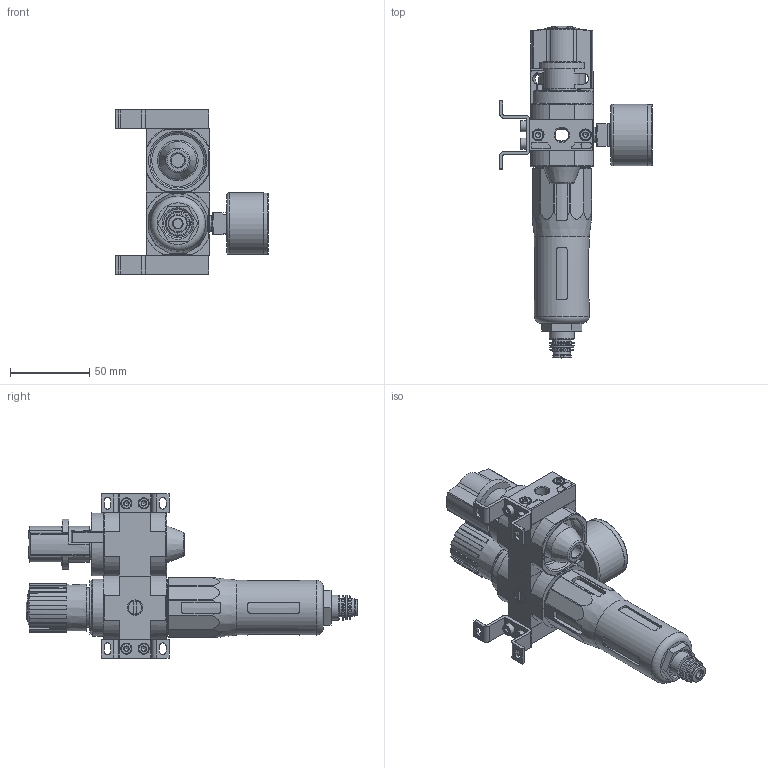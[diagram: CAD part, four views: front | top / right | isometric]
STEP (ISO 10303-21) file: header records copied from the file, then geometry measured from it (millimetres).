
FILE_DESCRIPTION(/* description */ ('STEP AP214'),/* implementation_level */ '2;1');
FILE_NAME(/* name */ '185732_LFR-1_8-D-MINI-KC-A',/* time_stamp */ '2024-09-03T20:20:55+02:00',/* author */ ('License CC BY-ND 4.0'),/* organization */ ('CADENAS'),/* preprocessor_version */ 'ST-DEVELOPER v19.3',/* originating_system */ 'PARTsolutions',/* authorisation */ ' ');
FILE_SCHEMA (('AUTOMOTIVE_DESIGN {1 0 10303 214 3 1 1}'));
Length unit declared in the file: millimetre
Products named in the file (12): 185732 LFR-1/8-D-MINI-KC-A; 380285 PBL-1/8-D-MINI-L---(1) p1; DIN-912 - M4x16(F); 159638 HFOE-D-MINI-P1; DIN-912 - M4x8(F); 380287 PBL-1/8-D-MINI-R---(0) p1; 360720 HE-MINI; 355622 FRB-D-MINI; 123589 LFR-D-MINI-A--(0); 8003637 PAGN-40-16-G18; 373845 LR-MINI; 526489 MS4-LFR-V
Assembly tree (19 placements, depth 2):
  185732 LFR-1/8-D-MINI-KC-A
    380285 PBL-1/8-D-MINI-L---(1) p1
    DIN-912 - M4x16(F)  x4
    159638 HFOE-D-MINI-P1  x2
    DIN-912 - M4x8(F)  x4
    380287 PBL-1/8-D-MINI-R---(0) p1
    360720 HE-MINI
    355622 FRB-D-MINI  x2
    123589 LFR-D-MINI-A--(0)
    8003637 PAGN-40-16-G18
    373845 LR-MINI
    526489 MS4-LFR-V
Bounding box: 96.75 x 210.02 x 104 mm (x, y, z)
Volume: 333668.2 mm3; surface area: 77757.3 mm2
Topology: 19 solids, 19 shells, 1065 faces, 2573 edges, 1621 vertices
Faces by surface type: plane 525, cylinder 321, cone 166, torus 39, sphere 14
Full cylindrical faces by diameter (mm): 2.9 x2, 3.242 x10, 4 x10, 4.3 x5, 5.2 x2, 6 x3, 6.2 x1, 6.9 x1, 7 x8, 8 x4, 8.2 x5, 8.4 x1, 8.566 x5, 9.728 x2, 10.6 x1, 11 x3, 11.4 x1, 11.6 x1, 11.8 x1, 12.01 x1, 12.2 x2, 15.6 x1, 15.7 x1, 15.8 x2, 16 x1, 18 x1, 19 x1, 19.1 x2, 22.9 x1, 23.7 x1
Entity records: 29437 total; most frequent: CARTESIAN_POINT 4960, DIRECTION 4318, ORIENTED_EDGE 3870, EDGE_CURVE 1935, AXIS2_PLACEMENT_3D 1714, VERTEX_POINT 1360, FACE_BOUND 1141, EDGE_LOOP 1130
